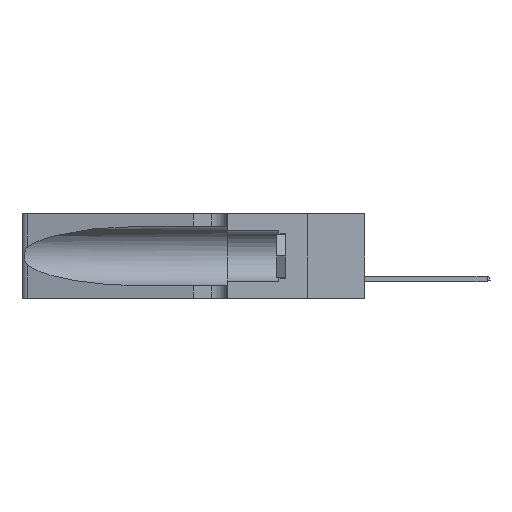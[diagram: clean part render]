
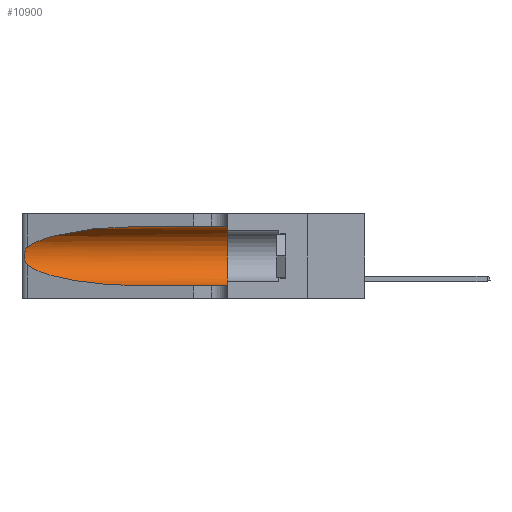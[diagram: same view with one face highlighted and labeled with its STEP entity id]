
A CAD part, left-side view. The second image highlights one B-rep face of the part: STEP entity #10900.
In plain terms, the highlighted cylindrical face has radius 3.308 mm (diameter 6.617 mm), a partial arc.
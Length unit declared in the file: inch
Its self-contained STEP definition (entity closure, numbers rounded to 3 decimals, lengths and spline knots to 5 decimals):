
#9 = AXIS2_PLACEMENT_3D ( 'NONE', #16649, #29816, #4456 ) ;
#19 = CARTESIAN_POINT ( 'NONE',  ( 0.25789, 1.23486, 0.15765 ) ) ;
#369 = EDGE_CURVE ( 'NONE', #13094, #19490, #22121, .T. ) ;
#819 = VECTOR ( 'NONE', #17020, 39.37008 ) ;
#973 = CARTESIAN_POINT ( 'NONE',  ( 0.1305, 0.72297, 0.05475 ) ) ;
#2310 = EDGE_CURVE ( 'NONE', #8710, #16981, #15839, .T. ) ;
#2486 = ORIENTED_EDGE ( 'NONE', *, *, #7438, .F. ) ;
#2895 = CARTESIAN_POINT ( 'NONE',  ( 0.26017, 1.23833, 0.17102 ) ) ;
#3179 = CARTESIAN_POINT ( 'NONE',  ( 0.25555, 1.22993, 0.14849 ) ) ;
#4456 = DIRECTION ( 'NONE',  ( 0., 0., 1. ) ) ;
#4693 = CARTESIAN_POINT ( 'NONE',  ( 0.25487, 1.22718, 0.14631 ) ) ;
#4961 = CARTESIAN_POINT ( 'NONE',  ( 0.25487, 1.22718, 0.22369 ) ) ;
#4967 = ORIENTED_EDGE ( 'NONE', *, *, #27720, .T. ) ;
#6782 = EDGE_CURVE ( 'NONE', #36311, #7705, #21345, .T. ) ;
#6981 = CARTESIAN_POINT ( 'NONE',  ( 0.1305, 1.61858, 0.05475 ) ) ;
#7272 = ORIENTED_EDGE ( 'NONE', *, *, #10775, .T. ) ;
#7408 = CARTESIAN_POINT ( 'NONE',  ( 0.18966, 0.96281, 0.05475 ) ) ;
#7438 = EDGE_CURVE ( 'NONE', #36311, #8710, #41556, .T. ) ;
#7705 = VERTEX_POINT ( 'NONE', #28292 ) ;
#8710 = VERTEX_POINT ( 'NONE', #15334 ) ;
#9879 = DIRECTION ( 'NONE',  ( 0., 0., -1. ) ) ;
#10004 = CARTESIAN_POINT ( 'NONE',  ( 0.25487, 1.22718, 0.14631 ) ) ;
#10676 = AXIS2_PLACEMENT_3D ( 'NONE', #29803, #20233, #9879 ) ;
#10775 = EDGE_CURVE ( 'NONE', #19490, #16981, #18257, .T. ) ;
#10900 = ADVANCED_FACE ( 'NONE', ( #29984 ), #41781, .F. ) ;
#13094 = VERTEX_POINT ( 'NONE', #15518 ) ;
#14290 = CARTESIAN_POINT ( 'NONE',  ( 0.1305, 0.72297, 0.31525 ) ) ;
#15334 = CARTESIAN_POINT ( 'NONE',  ( 0.1305, 0.35, 0.31525 ) ) ;
#15377 = CARTESIAN_POINT ( 'NONE',  ( 0.1305, 0.35, 0.05475 ) ) ;
#15414 = ORIENTED_EDGE ( 'NONE', *, *, #2310, .F. ) ;
#15518 = CARTESIAN_POINT ( 'NONE',  ( 0.25487, 1.22718, 0.14631 ) ) ;
#15839 = CIRCLE ( 'NONE', #9, 0.13025 ) ;
#16513 = ORIENTED_EDGE ( 'NONE', *, *, #369, .T. ) ;
#16649 = CARTESIAN_POINT ( 'NONE',  ( 0.1305, 0.35, 0.185 ) ) ;
#16981 = VERTEX_POINT ( 'NONE', #15377 ) ;
#17020 = DIRECTION ( 'NONE',  ( 0., -1., 0. ) ) ;
#18257 = LINE ( 'NONE', #6981, #819 ) ;
#19490 = VERTEX_POINT ( 'NONE', #19875 ) ;
#19790 = DIRECTION ( 'NONE',  ( 0., -1., 0. ) ) ;
#19875 = CARTESIAN_POINT ( 'NONE',  ( 0.1305, 0.72297, 0.05475 ) ) ;
#20046 = B_SPLINE_CURVE_WITH_KNOTS ( 'NONE', 3,
 ( #21958, #28537, #38402, #41694, #25958, #29518, #35643, #29659, #2895, #22544, #19, #42399, #3179, #10004 ),
 .UNSPECIFIED., .F., .F.,
 ( 4, 2, 2, 2, 2, 2, 4 ),
 ( 0., 0.00027, 0.00053, 0.00107, 0.0016, 0.00187, 0.00214 ),
 .UNSPECIFIED. ) ;
#20233 = DIRECTION ( 'NONE',  ( 0., -1., 0. ) ) ;
#21345 =( BOUNDED_CURVE ( )  B_SPLINE_CURVE ( 3, ( #37301, #31006, #31293, #4961 ),
 .UNSPECIFIED., .F., .F. ) 
 B_SPLINE_CURVE_WITH_KNOTS ( ( 4, 4 ),
 ( 1.5708, 2.84003 ),
 .UNSPECIFIED. ) 
 CURVE ( )  GEOMETRIC_REPRESENTATION_ITEM ( )  RATIONAL_B_SPLINE_CURVE ( ( 1., 0.87, 0.87, 1. ) ) 
 REPRESENTATION_ITEM ( '' )  );
#21958 = CARTESIAN_POINT ( 'NONE',  ( 0.25487, 1.22718, 0.22369 ) ) ;
#22121 =( BOUNDED_CURVE ( )  B_SPLINE_CURVE ( 3, ( #4693, #24045, #7408, #973 ),
 .UNSPECIFIED., .F., .T. ) 
 B_SPLINE_CURVE_WITH_KNOTS ( ( 4, 4 ),
 ( 3.44316, 4.71239 ),
 .UNSPECIFIED. ) 
 CURVE ( )  GEOMETRIC_REPRESENTATION_ITEM ( )  RATIONAL_B_SPLINE_CURVE ( ( 1., 0.87, 0.87, 1. ) ) 
 REPRESENTATION_ITEM ( '' )  );
#22544 = CARTESIAN_POINT ( 'NONE',  ( 0.25856, 1.23593, 0.16098 ) ) ;
#24045 = CARTESIAN_POINT ( 'NONE',  ( 0.2373, 1.15595, 0.08982 ) ) ;
#25685 = VECTOR ( 'NONE', #19790, 39.37008 ) ;
#25958 = CARTESIAN_POINT ( 'NONE',  ( 0.25854, 1.2359, 0.20912 ) ) ;
#26646 = CARTESIAN_POINT ( 'NONE',  ( 0.1305, 1.61858, 0.31525 ) ) ;
#27720 = EDGE_CURVE ( 'NONE', #7705, #13094, #20046, .T. ) ;
#28292 = CARTESIAN_POINT ( 'NONE',  ( 0.25487, 1.22718, 0.22369 ) ) ;
#28506 = ORIENTED_EDGE ( 'NONE', *, *, #6782, .T. ) ;
#28537 = CARTESIAN_POINT ( 'NONE',  ( 0.25555, 1.22994, 0.2215 ) ) ;
#29518 = CARTESIAN_POINT ( 'NONE',  ( 0.26018, 1.23835, 0.19895 ) ) ;
#29659 = CARTESIAN_POINT ( 'NONE',  ( 0.26075, 1.23896, 0.178 ) ) ;
#29803 = CARTESIAN_POINT ( 'NONE',  ( 0.1305, 1.61858, 0.185 ) ) ;
#29816 = DIRECTION ( 'NONE',  ( 0., 1., 0. ) ) ;
#29984 = FACE_OUTER_BOUND ( 'NONE', #37324, .T. ) ;
#31006 = CARTESIAN_POINT ( 'NONE',  ( 0.18966, 0.96281, 0.31525 ) ) ;
#31293 = CARTESIAN_POINT ( 'NONE',  ( 0.2373, 1.15595, 0.28018 ) ) ;
#35643 = CARTESIAN_POINT ( 'NONE',  ( 0.26075, 1.23896, 0.19203 ) ) ;
#36311 = VERTEX_POINT ( 'NONE', #14290 ) ;
#37301 = CARTESIAN_POINT ( 'NONE',  ( 0.1305, 0.72297, 0.31525 ) ) ;
#37324 = EDGE_LOOP ( 'NONE', ( #28506, #4967, #16513, #7272, #15414, #2486 ) ) ;
#38402 = CARTESIAN_POINT ( 'NONE',  ( 0.25639, 1.23184, 0.21858 ) ) ;
#41556 = LINE ( 'NONE', #26646, #25685 ) ;
#41694 = CARTESIAN_POINT ( 'NONE',  ( 0.25787, 1.23484, 0.2124 ) ) ;
#41781 = CYLINDRICAL_SURFACE ( 'NONE', #10676, 0.13025 ) ;
#42399 = CARTESIAN_POINT ( 'NONE',  ( 0.25639, 1.23186, 0.15144 ) ) ;
